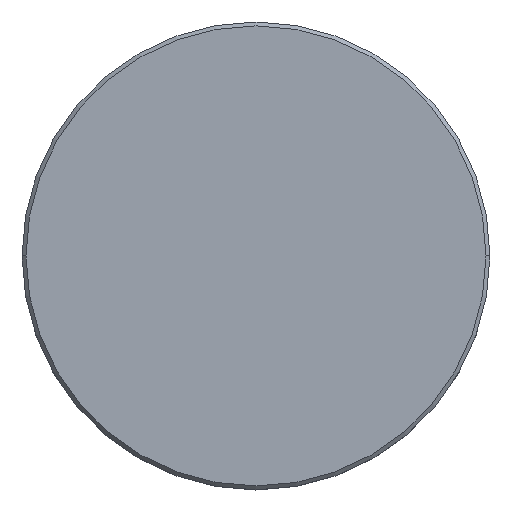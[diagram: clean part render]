
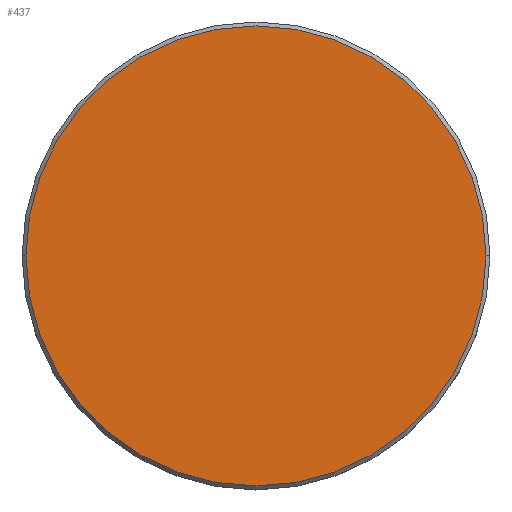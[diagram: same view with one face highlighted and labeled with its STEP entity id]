
A CAD part, top view. The second image highlights one B-rep face of the part: STEP entity #437.
In plain terms, the highlighted planar face has unit normal (0, 0, 1).
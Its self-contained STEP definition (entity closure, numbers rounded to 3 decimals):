
#4 = CARTESIAN_POINT ( 'NONE',  ( -29.5, 0., 0. ) ) ;
#17 = PLANE ( 'NONE',  #292 ) ;
#34 = DIRECTION ( 'NONE',  ( 0., 0., 1. ) ) ;
#122 = DIRECTION ( 'NONE',  ( 1., 0., 0. ) ) ;
#292 = AXIS2_PLACEMENT_3D ( 'NONE', #1019, #299, #666 ) ;
#299 = DIRECTION ( 'NONE',  ( 0., 0., 1. ) ) ;
#409 = FACE_OUTER_BOUND ( 'NONE', #523, .T. ) ;
#423 = CIRCLE ( 'NONE', #1026, 29.5 ) ;
#431 = CIRCLE ( 'NONE', #1093, 29.5 ) ;
#437 = ADVANCED_FACE ( 'NONE', ( #409 ), #17, .T. ) ;
#491 = VERTEX_POINT ( 'NONE', #1010 ) ;
#523 = EDGE_LOOP ( 'NONE', ( #1035, #1135 ) ) ;
#634 = CARTESIAN_POINT ( 'NONE',  ( 0., 0., 0. ) ) ;
#666 = DIRECTION ( 'NONE',  ( 1., 0., 0. ) ) ;
#723 = EDGE_CURVE ( 'NONE', #779, #491, #423, .T. ) ;
#779 = VERTEX_POINT ( 'NONE', #4 ) ;
#939 = CARTESIAN_POINT ( 'NONE',  ( 0., 0., 0. ) ) ;
#992 = DIRECTION ( 'NONE',  ( 0., 0., 1. ) ) ;
#1010 = CARTESIAN_POINT ( 'NONE',  ( 29.5, 0., 0. ) ) ;
#1019 = CARTESIAN_POINT ( 'NONE',  ( 0., 0., 0. ) ) ;
#1026 = AXIS2_PLACEMENT_3D ( 'NONE', #634, #992, #1167 ) ;
#1035 = ORIENTED_EDGE ( 'NONE', *, *, #723, .T. ) ;
#1093 = AXIS2_PLACEMENT_3D ( 'NONE', #939, #34, #122 ) ;
#1135 = ORIENTED_EDGE ( 'NONE', *, *, #1170, .T. ) ;
#1167 = DIRECTION ( 'NONE',  ( 1., 0., 0. ) ) ;
#1170 = EDGE_CURVE ( 'NONE', #491, #779, #431, .T. ) ;
